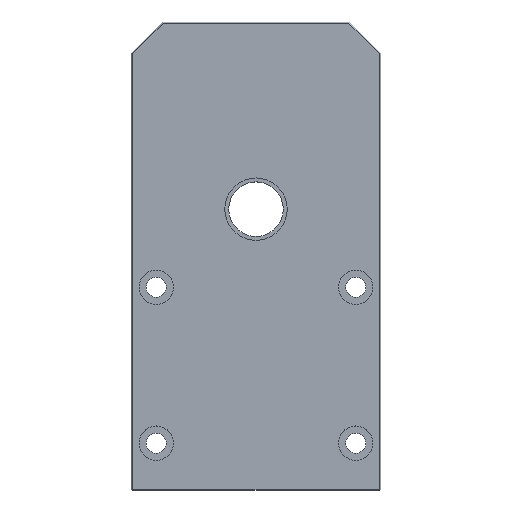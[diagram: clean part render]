
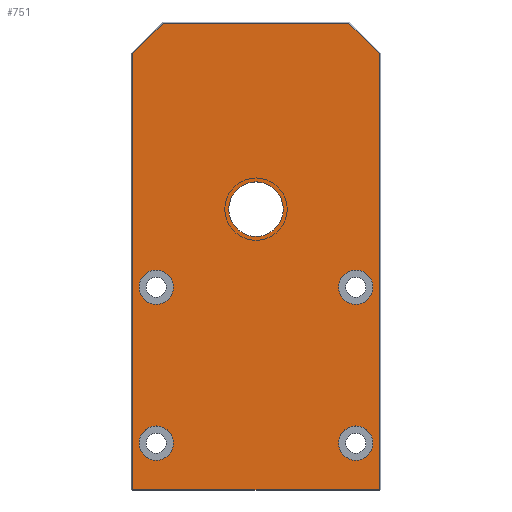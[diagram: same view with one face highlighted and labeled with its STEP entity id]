
A CAD part, top view. The second image highlights one B-rep face of the part: STEP entity #751.
In plain terms, the highlighted planar face has unit normal (0, 0, 1).
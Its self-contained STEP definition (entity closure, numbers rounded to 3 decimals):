
#84=CARTESIAN_POINT('',(40.,90.,12.));
#85=DIRECTION('',(0.,0.,1.));
#86=DIRECTION('',(-1.,0.,0.));
#87=AXIS2_PLACEMENT_3D('',#84,#85,#86);
#89=CARTESIAN_POINT('',(40.,90.,12.));
#90=DIRECTION('',(0.,0.,1.));
#91=DIRECTION('',(1.,0.,0.));
#92=AXIS2_PLACEMENT_3D('',#89,#90,#91);
#94=CARTESIAN_POINT('',(72.,15.,12.));
#95=DIRECTION('',(0.,0.,1.));
#96=DIRECTION('',(-1.,0.,0.));
#97=AXIS2_PLACEMENT_3D('',#94,#95,#96);
#99=CARTESIAN_POINT('',(72.,15.,12.));
#100=DIRECTION('',(0.,0.,1.));
#101=DIRECTION('',(1.,0.,0.));
#102=AXIS2_PLACEMENT_3D('',#99,#100,#101);
#104=CARTESIAN_POINT('',(72.,65.,12.));
#105=DIRECTION('',(0.,0.,1.));
#106=DIRECTION('',(-1.,0.,0.));
#107=AXIS2_PLACEMENT_3D('',#104,#105,#106);
#109=CARTESIAN_POINT('',(72.,65.,12.));
#110=DIRECTION('',(0.,0.,1.));
#111=DIRECTION('',(1.,0.,0.));
#112=AXIS2_PLACEMENT_3D('',#109,#110,#111);
#114=CARTESIAN_POINT('',(8.,15.,12.));
#115=DIRECTION('',(0.,0.,1.));
#116=DIRECTION('',(-1.,0.,0.));
#117=AXIS2_PLACEMENT_3D('',#114,#115,#116);
#119=CARTESIAN_POINT('',(8.,15.,12.));
#120=DIRECTION('',(0.,0.,1.));
#121=DIRECTION('',(1.,0.,0.));
#122=AXIS2_PLACEMENT_3D('',#119,#120,#121);
#124=CARTESIAN_POINT('',(8.,65.,12.));
#125=DIRECTION('',(0.,0.,1.));
#126=DIRECTION('',(-1.,0.,0.));
#127=AXIS2_PLACEMENT_3D('',#124,#125,#126);
#129=CARTESIAN_POINT('',(8.,65.,12.));
#130=DIRECTION('',(0.,0.,1.));
#131=DIRECTION('',(1.,0.,0.));
#132=AXIS2_PLACEMENT_3D('',#129,#130,#131);
#134=DIRECTION('',(0.,-1.,0.));
#135=VECTOR('',#134,139.793);
#136=CARTESIAN_POINT('',(0.5,139.793,12.));
#137=LINE('',#136,#135);
#138=DIRECTION('',(-0.707,-0.707,0.));
#139=VECTOR('',#138,13.728);
#140=CARTESIAN_POINT('',(10.207,149.5,12.));
#141=LINE('',#140,#139);
#142=DIRECTION('',(-1.,0.,0.));
#143=VECTOR('',#142,59.586);
#144=CARTESIAN_POINT('',(69.793,149.5,12.));
#145=LINE('',#144,#143);
#146=DIRECTION('',(-0.707,0.707,0.));
#147=VECTOR('',#146,13.728);
#148=CARTESIAN_POINT('',(79.5,139.793,12.));
#149=LINE('',#148,#147);
#150=DIRECTION('',(0.,1.,0.));
#151=VECTOR('',#150,139.793);
#152=CARTESIAN_POINT('',(79.5,0.,12.));
#153=LINE('',#152,#151);
#154=DIRECTION('',(1.,0.,0.));
#155=VECTOR('',#154,79.);
#156=CARTESIAN_POINT('',(0.5,0.,12.));
#157=LINE('',#156,#155);
#487=CARTESIAN_POINT('',(31.25,90.,12.));
#489=VERTEX_POINT('',#487);
#491=CARTESIAN_POINT('',(48.75,90.,12.));
#493=VERTEX_POINT('',#491);
#506=CARTESIAN_POINT('',(66.5,15.,12.));
#507=CARTESIAN_POINT('',(77.5,15.,12.));
#508=VERTEX_POINT('',#506);
#509=VERTEX_POINT('',#507);
#522=CARTESIAN_POINT('',(66.5,65.,12.));
#523=CARTESIAN_POINT('',(77.5,65.,12.));
#524=VERTEX_POINT('',#522);
#525=VERTEX_POINT('',#523);
#538=CARTESIAN_POINT('',(2.5,15.,12.));
#539=CARTESIAN_POINT('',(13.5,15.,12.));
#540=VERTEX_POINT('',#538);
#541=VERTEX_POINT('',#539);
#554=CARTESIAN_POINT('',(2.5,65.,12.));
#555=CARTESIAN_POINT('',(13.5,65.,12.));
#556=VERTEX_POINT('',#554);
#557=VERTEX_POINT('',#555);
#578=CARTESIAN_POINT('',(0.5,0.,12.));
#580=VERTEX_POINT('',#578);
#584=CARTESIAN_POINT('',(0.5,139.793,12.));
#585=VERTEX_POINT('',#584);
#588=CARTESIAN_POINT('',(10.207,149.5,12.));
#589=VERTEX_POINT('',#588);
#592=CARTESIAN_POINT('',(69.793,149.5,12.));
#593=VERTEX_POINT('',#592);
#596=CARTESIAN_POINT('',(79.5,139.793,12.));
#597=VERTEX_POINT('',#596);
#599=CARTESIAN_POINT('',(79.5,0.,12.));
#601=VERTEX_POINT('',#599);
#704=CARTESIAN_POINT('',(0.,0.,12.));
#705=DIRECTION('',(0.,0.,1.));
#706=DIRECTION('',(1.,0.,0.));
#707=AXIS2_PLACEMENT_3D('',#704,#705,#706);
#708=PLANE('',#707);
#710=ORIENTED_EDGE('',*,*,#709,.F.);
#712=ORIENTED_EDGE('',*,*,#711,.F.);
#714=ORIENTED_EDGE('',*,*,#713,.F.);
#716=ORIENTED_EDGE('',*,*,#715,.F.);
#718=ORIENTED_EDGE('',*,*,#717,.F.);
#720=ORIENTED_EDGE('',*,*,#719,.F.);
#721=EDGE_LOOP('',(#710,#712,#714,#716,#718,#720));
#722=FACE_OUTER_BOUND('',#721,.F.);
#724=ORIENTED_EDGE('',*,*,#723,.T.);
#726=ORIENTED_EDGE('',*,*,#725,.T.);
#727=EDGE_LOOP('',(#724,#726));
#728=FACE_BOUND('',#727,.F.);
#730=ORIENTED_EDGE('',*,*,#729,.T.);
#732=ORIENTED_EDGE('',*,*,#731,.T.);
#733=EDGE_LOOP('',(#730,#732));
#734=FACE_BOUND('',#733,.F.);
#736=ORIENTED_EDGE('',*,*,#735,.T.);
#738=ORIENTED_EDGE('',*,*,#737,.T.);
#739=EDGE_LOOP('',(#736,#738));
#740=FACE_BOUND('',#739,.F.);
#742=ORIENTED_EDGE('',*,*,#741,.T.);
#744=ORIENTED_EDGE('',*,*,#743,.T.);
#745=EDGE_LOOP('',(#742,#744));
#746=FACE_BOUND('',#745,.F.);
#747=ORIENTED_EDGE('',*,*,#686,.T.);
#748=ORIENTED_EDGE('',*,*,#697,.T.);
#749=EDGE_LOOP('',(#747,#748));
#750=FACE_BOUND('',#749,.F.);
#751=ADVANCED_FACE('',(#722,#728,#734,#740,#746,#750),#708,.T.);
#88=CIRCLE('',#87,8.75);
#93=CIRCLE('',#92,8.75);
#98=CIRCLE('',#97,5.5);
#103=CIRCLE('',#102,5.5);
#108=CIRCLE('',#107,5.5);
#113=CIRCLE('',#112,5.5);
#118=CIRCLE('',#117,5.5);
#123=CIRCLE('',#122,5.5);
#128=CIRCLE('',#127,5.5);
#133=CIRCLE('',#132,5.5);
#686=EDGE_CURVE('',#489,#493,#88,.T.);
#697=EDGE_CURVE('',#493,#489,#93,.T.);
#709=EDGE_CURVE('',#585,#580,#137,.T.);
#711=EDGE_CURVE('',#589,#585,#141,.T.);
#713=EDGE_CURVE('',#593,#589,#145,.T.);
#715=EDGE_CURVE('',#597,#593,#149,.T.);
#717=EDGE_CURVE('',#601,#597,#153,.T.);
#719=EDGE_CURVE('',#580,#601,#157,.T.);
#723=EDGE_CURVE('',#508,#509,#98,.T.);
#725=EDGE_CURVE('',#509,#508,#103,.T.);
#729=EDGE_CURVE('',#524,#525,#108,.T.);
#731=EDGE_CURVE('',#525,#524,#113,.T.);
#735=EDGE_CURVE('',#540,#541,#118,.T.);
#737=EDGE_CURVE('',#541,#540,#123,.T.);
#741=EDGE_CURVE('',#556,#557,#128,.T.);
#743=EDGE_CURVE('',#557,#556,#133,.T.);
